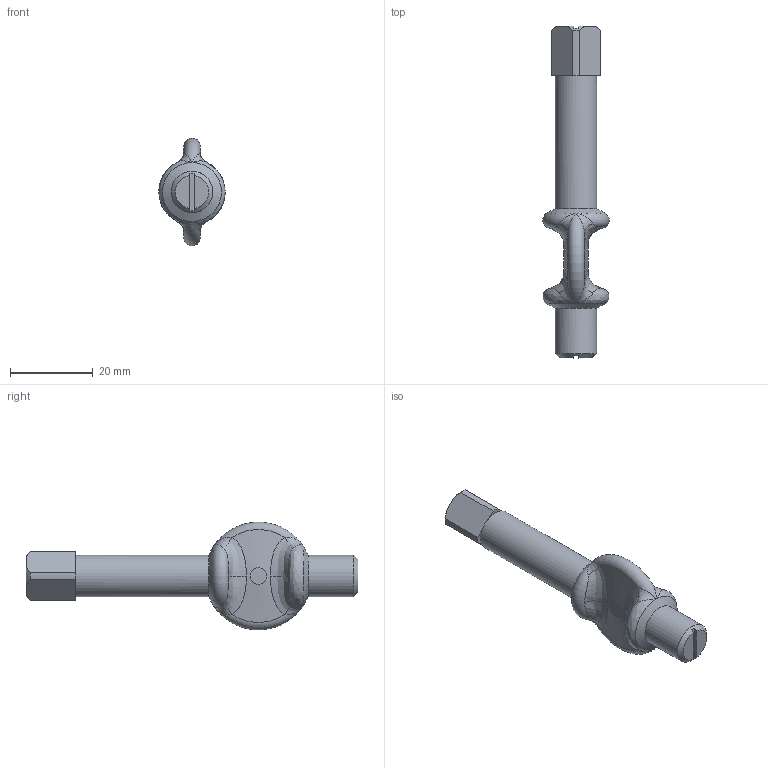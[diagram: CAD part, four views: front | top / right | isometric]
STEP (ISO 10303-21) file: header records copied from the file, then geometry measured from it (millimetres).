
FILE_DESCRIPTION((''),'2;1');
FILE_NAME('57500025X.stp','2010-10-21T11:25:21',('thilbrands'),(''),'Autodesk Inventor 2008','Autodesk Inventor 2008','');
FILE_SCHEMA(('AUTOMOTIVE_DESIGN { 1 0 10303 214 1 1 1 1 }'));
Length unit declared in the file: millimetre
Products named in the file (1): 57500025X
Bounding box: 16 x 80 x 25.91 mm (x, y, z)
Volume: 7818.6 mm3; surface area: 3642.7 mm2
Topology: 1 solids, 1 shells, 68 faces, 170 edges, 97 vertices
Faces by surface type: plane 27, bspline 21, cone 9, cylinder 6, torus 4, sphere 1
Full cylindrical faces by diameter (mm): 10 x2
Entity records: 3620 total; most frequent: CARTESIAN_POINT 2260, ORIENTED_EDGE 294, DIRECTION 248, EDGE_CURVE 147, AXIS2_PLACEMENT_3D 106, VERTEX_POINT 91, EDGE_LOOP 76, FACE_OUTER_BOUND 67
